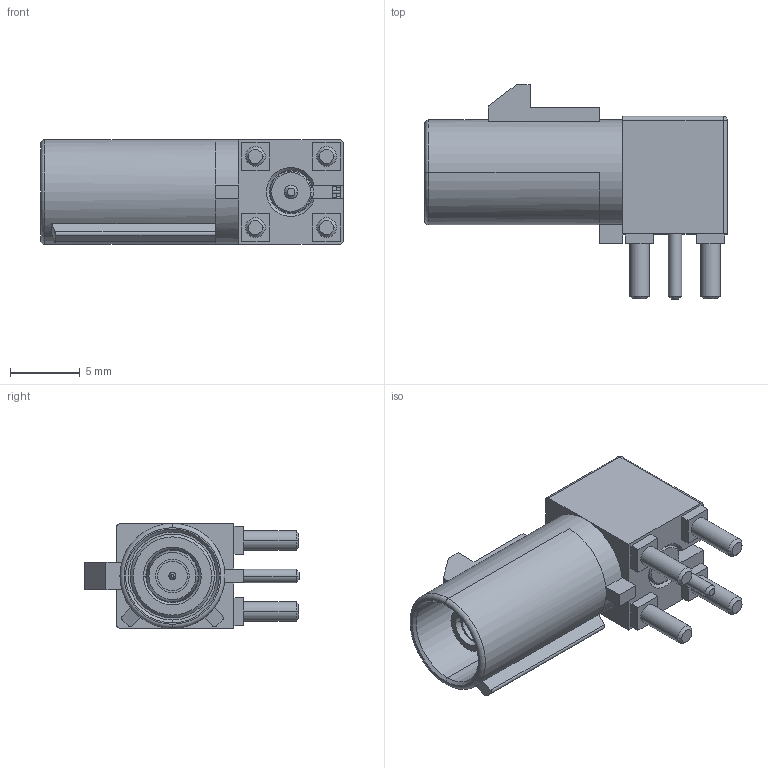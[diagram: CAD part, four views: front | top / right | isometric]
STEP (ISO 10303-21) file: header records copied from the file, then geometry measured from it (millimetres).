
FILE_DESCRIPTION((''),'2;1');
FILE_NAME('FA1-NDRP-PCBT10_SW0001','2020-05-12T11:50:03',('Kaviyarasan'),(''),'CREO PARAMETRIC BY PTC INC, 2019444','CREO PARAMETRIC BY PTC INC, 2019444','');
FILE_SCHEMA(('CONFIG_CONTROL_DESIGN'));
Length unit declared in the file: inch
Products named in the file (1): FA1-NDRP-PCBT10_SW0001
Bounding box: 21.65 x 15.3 x 7.5 mm (x, y, z)
Volume: 964.6 mm3; surface area: 1200 mm2
Topology: 1 solids, 1 shells, 161 faces, 376 edges, 234 vertices
Faces by surface type: plane 77, cylinder 45, cone 35, sphere 2, torus 2
Entity records: 4689 total; most frequent: CARTESIAN_POINT 896, DIRECTION 813, ORIENTED_EDGE 752, EDGE_CURVE 376, AXIS2_PLACEMENT_3D 297, VERTEX_POINT 234, VECTOR 219, LINE 219
